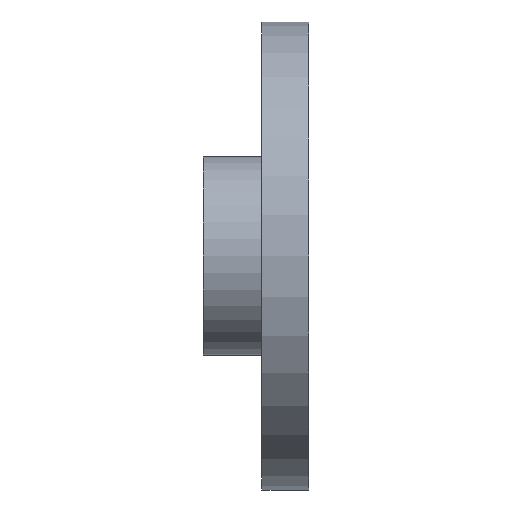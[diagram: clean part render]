
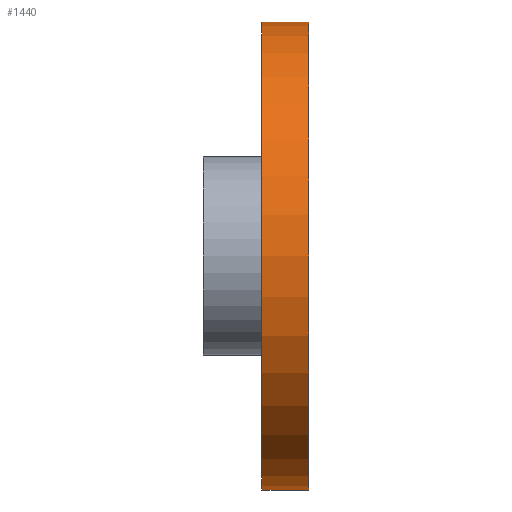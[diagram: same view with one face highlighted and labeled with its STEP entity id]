
A CAD part, left-side view. The second image highlights one B-rep face of the part: STEP entity #1440.
In plain terms, the highlighted cylindrical face has radius 10 mm (diameter 20 mm), a partial arc.
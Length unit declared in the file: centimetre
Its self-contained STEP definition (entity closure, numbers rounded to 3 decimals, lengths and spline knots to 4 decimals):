
#54 = EDGE_CURVE ( 'NONE', #96, #1511, #3791, .T. ) ;
#88 = ORIENTED_EDGE ( 'NONE', *, *, #488, .F. ) ;
#96 = VERTEX_POINT ( 'NONE', #3249 ) ;
#201 = DIRECTION ( 'NONE',  ( 0., 0., 1. ) ) ;
#246 = CARTESIAN_POINT ( 'NONE',  ( 0., 0.2, 1. ) ) ;
#488 = EDGE_CURVE ( 'NONE', #3212, #2421, #3319, .T. ) ;
#671 = CARTESIAN_POINT ( 'NONE',  ( 0., 0.2, 0. ) ) ;
#919 = VECTOR ( 'NONE', #2673, 100. ) ;
#931 = CARTESIAN_POINT ( 'NONE',  ( 0., 0., -1. ) ) ;
#1022 = CARTESIAN_POINT ( 'NONE',  ( 0., 0.2, -1. ) ) ;
#1087 = CARTESIAN_POINT ( 'NONE',  ( 0., 0.2, 0. ) ) ;
#1105 = CARTESIAN_POINT ( 'NONE',  ( 0., 0., 1. ) ) ;
#1110 = VECTOR ( 'NONE', #2245, 100. ) ;
#1171 = AXIS2_PLACEMENT_3D ( 'NONE', #671, #2234, #2866 ) ;
#1440 = ADVANCED_FACE ( 'NONE', ( #1933 ), #2152, .T. ) ;
#1511 = VERTEX_POINT ( 'NONE', #931 ) ;
#1609 = EDGE_CURVE ( 'NONE', #96, #3212, #1743, .T. ) ;
#1614 = AXIS2_PLACEMENT_3D ( 'NONE', #1087, #3800, #201 ) ;
#1743 = CIRCLE ( 'NONE', #1614, 1. ) ;
#1856 = CIRCLE ( 'NONE', #2952, 1. ) ;
#1933 = FACE_OUTER_BOUND ( 'NONE', #3530, .T. ) ;
#2152 = CYLINDRICAL_SURFACE ( 'NONE', #1171, 1. ) ;
#2234 = DIRECTION ( 'NONE',  ( 0., -1., 0. ) ) ;
#2245 = DIRECTION ( 'NONE',  ( 0., -1., 0. ) ) ;
#2421 = VERTEX_POINT ( 'NONE', #1105 ) ;
#2557 = CARTESIAN_POINT ( 'NONE',  ( 0., 0., 0. ) ) ;
#2673 = DIRECTION ( 'NONE',  ( 0., -1., 0. ) ) ;
#2813 = ORIENTED_EDGE ( 'NONE', *, *, #54, .T. ) ;
#2824 = DIRECTION ( 'NONE',  ( 0., 1., 0. ) ) ;
#2866 = DIRECTION ( 'NONE',  ( 0., 0., -1. ) ) ;
#2882 = DIRECTION ( 'NONE',  ( 0., 0., 1. ) ) ;
#2942 = EDGE_CURVE ( 'NONE', #1511, #2421, #1856, .T. ) ;
#2952 = AXIS2_PLACEMENT_3D ( 'NONE', #2557, #2824, #2882 ) ;
#3011 = CARTESIAN_POINT ( 'NONE',  ( 0., 0.2, 1. ) ) ;
#3212 = VERTEX_POINT ( 'NONE', #246 ) ;
#3249 = CARTESIAN_POINT ( 'NONE',  ( 0., 0.2, -1. ) ) ;
#3319 = LINE ( 'NONE', #3011, #919 ) ;
#3489 = ORIENTED_EDGE ( 'NONE', *, *, #1609, .F. ) ;
#3530 = EDGE_LOOP ( 'NONE', ( #88, #3489, #2813, #3893 ) ) ;
#3791 = LINE ( 'NONE', #1022, #1110 ) ;
#3800 = DIRECTION ( 'NONE',  ( 0., 1., 0. ) ) ;
#3893 = ORIENTED_EDGE ( 'NONE', *, *, #2942, .T. ) ;
